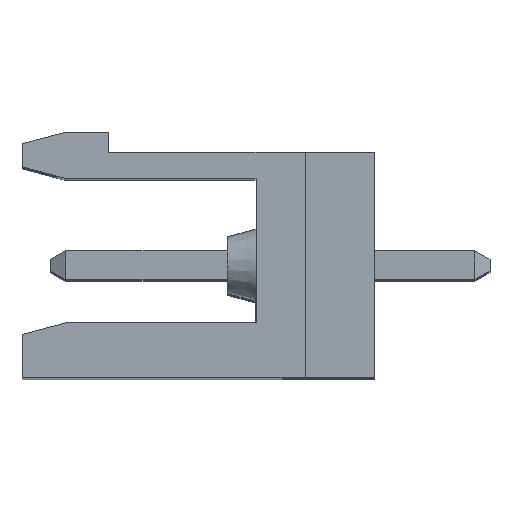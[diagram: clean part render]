
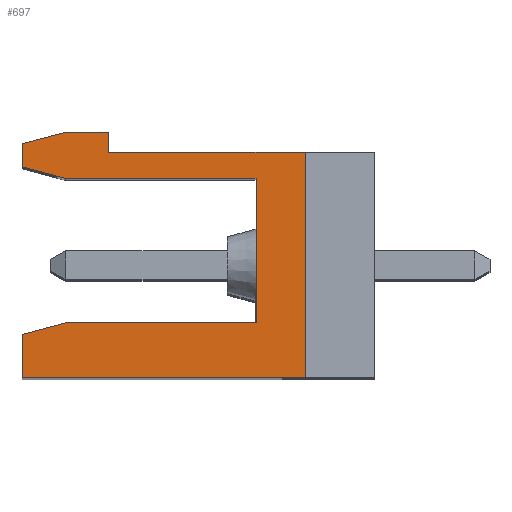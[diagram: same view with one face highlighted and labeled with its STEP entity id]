
A CAD part, top view. The second image highlights one B-rep face of the part: STEP entity #697.
In plain terms, the highlighted planar face has unit normal (0, 0, 1).
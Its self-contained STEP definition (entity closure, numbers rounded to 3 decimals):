
#697 = ADVANCED_FACE( '', ( #1549 ), #1550, .F. );
#1549 = FACE_OUTER_BOUND( '', #2545, .T. );
#1550 = PLANE( '', #2546 );
#2545 = EDGE_LOOP( '', ( #4621, #4622, #4623, #4624, #4625, #4626, #4627, #4628, #4629, #4630, #4631, #4632, #4633 ) );
#2546 = AXIS2_PLACEMENT_3D( '', #4634, #4635, #4636 );
#4621 = ORIENTED_EDGE( '', *, *, #6201, .T. );
#4622 = ORIENTED_EDGE( '', *, *, #6361, .T. );
#4623 = ORIENTED_EDGE( '', *, *, #6433, .F. );
#4624 = ORIENTED_EDGE( '', *, *, #6465, .T. );
#4625 = ORIENTED_EDGE( '', *, *, #6036, .F. );
#4626 = ORIENTED_EDGE( '', *, *, #6119, .F. );
#4627 = ORIENTED_EDGE( '', *, *, #6525, .F. );
#4628 = ORIENTED_EDGE( '', *, *, #6685, .F. );
#4629 = ORIENTED_EDGE( '', *, *, #6591, .F. );
#4630 = ORIENTED_EDGE( '', *, *, #6656, .F. );
#4631 = ORIENTED_EDGE( '', *, *, #6561, .F. );
#4632 = ORIENTED_EDGE( '', *, *, #6513, .F. );
#4633 = ORIENTED_EDGE( '', *, *, #6283, .T. );
#4634 = CARTESIAN_POINT( '', ( 197.225, 84.81, -24.28 ) );
#4635 = DIRECTION( '', ( 0., 0., -1. ) );
#4636 = DIRECTION( '', ( 0., -1., 0. ) );
#6036 = EDGE_CURVE( '', #7294, #7296, #7297, .T. );
#6119 = EDGE_CURVE( '', #7443, #7294, #7445, .T. );
#6201 = EDGE_CURVE( '', #7576, #7574, #7577, .T. );
#6283 = EDGE_CURVE( '', #7710, #7576, #7711, .T. );
#6361 = EDGE_CURVE( '', #7574, #7831, #7833, .T. );
#6433 = EDGE_CURVE( '', #7936, #7831, #7938, .T. );
#6465 = EDGE_CURVE( '', #7936, #7296, #7980, .T. );
#6513 = EDGE_CURVE( '', #7710, #8046, #8047, .T. );
#6525 = EDGE_CURVE( '', #8060, #7443, #8063, .T. );
#6561 = EDGE_CURVE( '', #8046, #8087, #8112, .T. );
#6591 = EDGE_CURVE( '', #8149, #8147, #8151, .T. );
#6656 = EDGE_CURVE( '', #8087, #8149, #8237, .T. );
#6685 = EDGE_CURVE( '', #8147, #8060, #8273, .T. );
#7294 = VERTEX_POINT( '', #9070 );
#7296 = VERTEX_POINT( '', #9073 );
#7297 = LINE( '', #9074, #9075 );
#7443 = VERTEX_POINT( '', #9294 );
#7445 = LINE( '', #9297, #9298 );
#7574 = VERTEX_POINT( '', #9493 );
#7576 = VERTEX_POINT( '', #9496 );
#7577 = LINE( '', #9497, #9498 );
#7710 = VERTEX_POINT( '', #9692 );
#7711 = LINE( '', #9693, #9694 );
#7831 = VERTEX_POINT( '', #9873 );
#7833 = LINE( '', #9876, #9877 );
#7936 = VERTEX_POINT( '', #10023 );
#7938 = LINE( '', #10026, #10027 );
#7980 = LINE( '', #10090, #10091 );
#8046 = VERTEX_POINT( '', #10190 );
#8047 = LINE( '', #10191, #10192 );
#8060 = VERTEX_POINT( '', #10211 );
#8063 = LINE( '', #10215, #10216 );
#8087 = VERTEX_POINT( '', #10252 );
#8112 = LINE( '', #10294, #10295 );
#8147 = VERTEX_POINT( '', #10349 );
#8149 = VERTEX_POINT( '', #10352 );
#8151 = LINE( '', #10355, #10356 );
#8237 = LINE( '', #10487, #10488 );
#8273 = LINE( '', #10541, #10542 );
#9070 = CARTESIAN_POINT( '', ( 194.425, 76.21, -24.28 ) );
#9073 = CARTESIAN_POINT( '', ( 194.425, 77.708, -24.28 ) );
#9074 = CARTESIAN_POINT( '', ( 194.425, 84.41, -24.28 ) );
#9075 = VECTOR( '', #11139, 1000. );
#9294 = CARTESIAN_POINT( '', ( 204.225, 76.21, -24.28 ) );
#9297 = CARTESIAN_POINT( '', ( 194.225, 76.21, -24.28 ) );
#9298 = VECTOR( '', #11229, 1000. );
#9493 = CARTESIAN_POINT( '', ( 202.525, 83.11, -24.28 ) );
#9496 = CARTESIAN_POINT( '', ( 195.918, 83.11, -24.28 ) );
#9497 = CARTESIAN_POINT( '', ( 197.225, 83.11, -24.28 ) );
#9498 = VECTOR( '', #11294, 1000. );
#9692 = CARTESIAN_POINT( '', ( 194.425, 83.51, -24.28 ) );
#9693 = CARTESIAN_POINT( '', ( 196.713, 82.897, -24.28 ) );
#9694 = VECTOR( '', #11362, 1000. );
#9873 = CARTESIAN_POINT( '', ( 202.525, 78.11, -24.28 ) );
#9876 = CARTESIAN_POINT( '', ( 202.525, 84.81, -24.28 ) );
#9877 = VECTOR( '', #11444, 1000. );
#10023 = CARTESIAN_POINT( '', ( 195.925, 78.11, -24.28 ) );
#10026 = CARTESIAN_POINT( '', ( 197.225, 78.11, -24.28 ) );
#10027 = VECTOR( '', #11513, 1000. );
#10090 = CARTESIAN_POINT( '', ( 194.425, 77.708, -24.28 ) );
#10091 = VECTOR( '', #11535, 1000. );
#10190 = CARTESIAN_POINT( '', ( 194.425, 84.31, -24.28 ) );
#10191 = CARTESIAN_POINT( '', ( 194.425, 84.41, -24.28 ) );
#10192 = VECTOR( '', #11572, 1000. );
#10211 = CARTESIAN_POINT( '', ( 204.225, 84.01, -24.28 ) );
#10215 = CARTESIAN_POINT( '', ( 204.225, 76.21, -24.28 ) );
#10216 = VECTOR( '', #11580, 1000. );
#10252 = CARTESIAN_POINT( '', ( 195.918, 84.71, -24.28 ) );
#10294 = CARTESIAN_POINT( '', ( 195.918, 84.71, -24.28 ) );
#10295 = VECTOR( '', #11610, 1000. );
#10349 = CARTESIAN_POINT( '', ( 197.425, 84.01, -24.28 ) );
#10352 = CARTESIAN_POINT( '', ( 197.425, 84.71, -24.28 ) );
#10355 = CARTESIAN_POINT( '', ( 197.425, 84.31, -24.28 ) );
#10356 = VECTOR( '', #11629, 1000. );
#10487 = CARTESIAN_POINT( '', ( 197.425, 84.71, -24.28 ) );
#10488 = VECTOR( '', #11675, 1000. );
#10541 = CARTESIAN_POINT( '', ( 204.025, 84.01, -24.28 ) );
#10542 = VECTOR( '', #11696, 1000. );
#11139 = DIRECTION( '', ( 0., 1., 0. ) );
#11229 = DIRECTION( '', ( -1., 0., 0. ) );
#11294 = DIRECTION( '', ( 1., 0., 0. ) );
#11362 = DIRECTION( '', ( 0.966, -0.259, 0. ) );
#11444 = DIRECTION( '', ( 0., -1., 0. ) );
#11513 = DIRECTION( '', ( 1., 0., 0. ) );
#11535 = DIRECTION( '', ( -0.966, -0.259, 0. ) );
#11572 = DIRECTION( '', ( 0., 1., 0. ) );
#11580 = DIRECTION( '', ( 0., -1., 0. ) );
#11610 = DIRECTION( '', ( 0.966, 0.259, 0. ) );
#11629 = DIRECTION( '', ( 0., -1., 0. ) );
#11675 = DIRECTION( '', ( 1., 0., 0. ) );
#11696 = DIRECTION( '', ( 1., 0., 0. ) );
